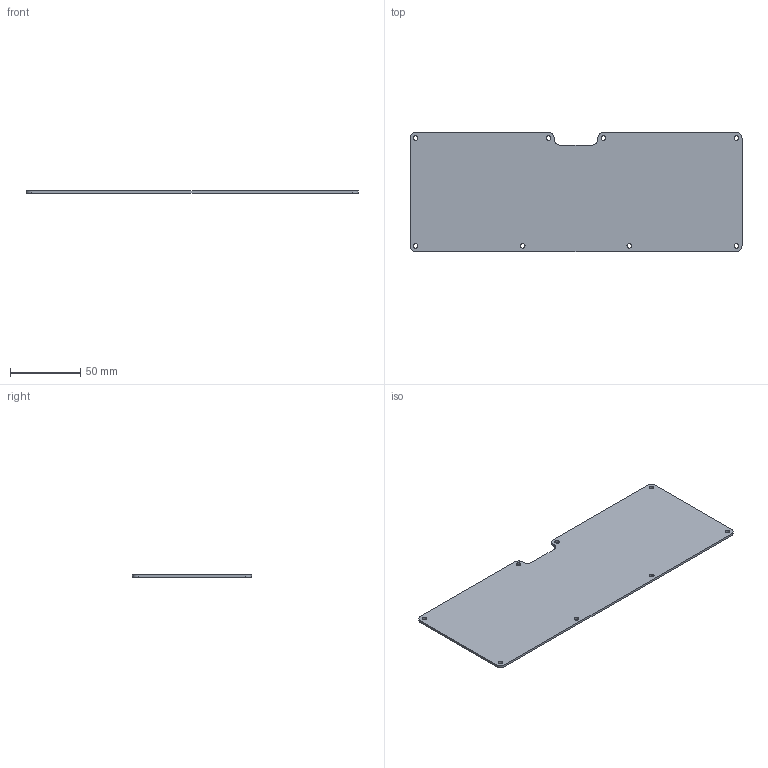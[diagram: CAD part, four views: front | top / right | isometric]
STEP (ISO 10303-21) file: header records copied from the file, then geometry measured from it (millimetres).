
FILE_DESCRIPTION(('KiCad electronic assembly'),'2;1');
FILE_NAME('Base.step','2021-05-20T20:25:56',('Pcbnew'),('Kicad'), 'Open CASCADE STEP processor 6.9','KiCad to STEP converter','Unknown' );
FILE_SCHEMA(('AUTOMOTIVE_DESIGN { 1 0 10303 214 1 1 1 1 }'));
Length unit declared in the file: millimetre
Products named in the file (2): Open CASCADE STEP translator 6.9 1; COMPOUND
Assembly tree (1 placements, depth 2):
  Open CASCADE STEP translator 6.9 1
    COMPOUND
Bounding box: 237 x 85 x 1.6 mm (x, y, z)
Volume: 31660.7 mm3; surface area: 40741.8 mm2
Topology: 1 solids, 1 shells, 27 faces, 75 edges, 50 vertices
Faces by surface type: cylinder 16, plane 11
Full cylindrical faces by diameter (mm): 3.2 x8
Entity records: 1935 total; most frequent: DIRECTION 315, CARTESIAN_POINT 304, LINE 161, VECTOR 161, ORIENTED_EDGE 150, PCURVE 150, DEFINITIONAL_REPRESENTATION 150, EDGE_CURVE 75
